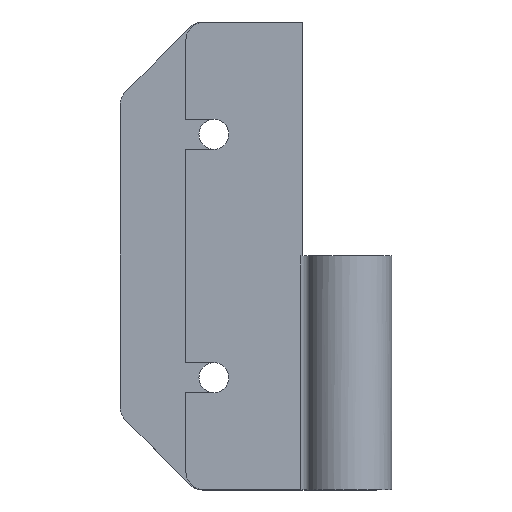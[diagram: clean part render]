
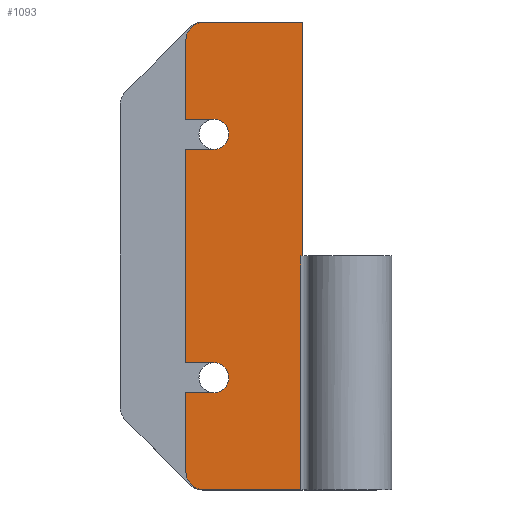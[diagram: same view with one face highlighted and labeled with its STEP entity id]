
A CAD part, top view. The second image highlights one B-rep face of the part: STEP entity #1093.
In plain terms, the highlighted planar face has unit normal (0, 0, 1).
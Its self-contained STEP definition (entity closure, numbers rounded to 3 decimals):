
#15 = CARTESIAN_POINT ( 'NONE',  ( 0., 43., 20.6 ) ) ;
#23 = CARTESIAN_POINT ( 'NONE',  ( -3., 15.4, 20.6 ) ) ;
#31 = DIRECTION ( 'NONE',  ( 1., 0., 0. ) ) ;
#50 = AXIS2_PLACEMENT_3D ( 'NONE', #81, #940, #213 ) ;
#65 = VECTOR ( 'NONE', #1392, 1000. ) ;
#72 = EDGE_CURVE ( 'NONE', #1523, #794, #1384, .T. ) ;
#81 = CARTESIAN_POINT ( 'NONE',  ( -1., 7., 20.6 ) ) ;
#88 = AXIS2_PLACEMENT_3D ( 'NONE', #15, #880, #146 ) ;
#95 = DIRECTION ( 'NONE',  ( 0., 1., 0. ) ) ;
#114 = ORIENTED_EDGE ( 'NONE', *, *, #703, .T. ) ;
#117 = EDGE_CURVE ( 'NONE', #1523, #541, #1314, .T. ) ;
#146 = DIRECTION ( 'NONE',  ( 1., 0., 0. ) ) ;
#150 = EDGE_LOOP ( 'NONE', ( #114, #889, #875, #1143, #209, #1293, #1575, #1590, #403, #1338, #1228, #183, #480, #1085, #276, #1525, #856, #502 ) ) ;
#160 = CARTESIAN_POINT ( 'NONE',  ( 10., 5., 20.6 ) ) ;
#168 = DIRECTION ( 'NONE',  ( 0., 0., -1. ) ) ;
#171 = CARTESIAN_POINT ( 'NONE',  ( 0., 15.4, 20.6 ) ) ;
#179 = LINE ( 'NONE', #1086, #1154 ) ;
#183 = ORIENTED_EDGE ( 'NONE', *, *, #367, .T. ) ;
#201 = VECTOR ( 'NONE', #1156, 1000. ) ;
#209 = ORIENTED_EDGE ( 'NONE', *, *, #977, .T. ) ;
#213 = DIRECTION ( 'NONE',  ( -1., 0., 0. ) ) ;
#222 = CARTESIAN_POINT ( 'NONE',  ( 1.6, 43., 20.6 ) ) ;
#239 = CARTESIAN_POINT ( 'NONE',  ( 0., 41.4, 20.6 ) ) ;
#244 = EDGE_CURVE ( 'NONE', #929, #1451, #1483, .T. ) ;
#262 = CARTESIAN_POINT ( 'NONE',  ( -3., 15.4, 20.6 ) ) ;
#267 = VERTEX_POINT ( 'NONE', #1247 ) ;
#276 = ORIENTED_EDGE ( 'NONE', *, *, #957, .T. ) ;
#285 = VERTEX_POINT ( 'NONE', #630 ) ;
#289 = CARTESIAN_POINT ( 'NONE',  ( 0., 44.6, 20.6 ) ) ;
#303 = CARTESIAN_POINT ( 'NONE',  ( -1., 5., 20.6 ) ) ;
#305 = DIRECTION ( 'NONE',  ( 1., 0., 0. ) ) ;
#310 = LINE ( 'NONE', #171, #1000 ) ;
#317 = VERTEX_POINT ( 'NONE', #509 ) ;
#321 = CARTESIAN_POINT ( 'NONE',  ( -1., 55., 20.6 ) ) ;
#342 = AXIS2_PLACEMENT_3D ( 'NONE', #356, #1223, #471 ) ;
#345 = EDGE_CURVE ( 'NONE', #794, #373, #671, .T. ) ;
#354 = DIRECTION ( 'NONE',  ( 0., 0., -1. ) ) ;
#356 = CARTESIAN_POINT ( 'NONE',  ( -1., 53., 20.6 ) ) ;
#359 = DIRECTION ( 'NONE',  ( 0., -1., 0. ) ) ;
#367 = EDGE_CURVE ( 'NONE', #317, #929, #310, .T. ) ;
#371 = VERTEX_POINT ( 'NONE', #902 ) ;
#373 = VERTEX_POINT ( 'NONE', #289 ) ;
#380 = LINE ( 'NONE', #1351, #669 ) ;
#403 = ORIENTED_EDGE ( 'NONE', *, *, #1010, .T. ) ;
#414 = CARTESIAN_POINT ( 'NONE',  ( -10., 30., 20.6 ) ) ;
#418 = VECTOR ( 'NONE', #359, 1000. ) ;
#437 = DIRECTION ( 'NONE',  ( 0., -1., 0. ) ) ;
#448 = EDGE_CURVE ( 'NONE', #371, #1371, #887, .T. ) ;
#471 = DIRECTION ( 'NONE',  ( -1., 0., 0. ) ) ;
#480 = ORIENTED_EDGE ( 'NONE', *, *, #244, .T. ) ;
#502 = ORIENTED_EDGE ( 'NONE', *, *, #615, .T. ) ;
#509 = CARTESIAN_POINT ( 'NONE',  ( 0., 15.4, 20.6 ) ) ;
#517 = DIRECTION ( 'NONE',  ( 1., 0., 0. ) ) ;
#541 = VERTEX_POINT ( 'NONE', #321 ) ;
#549 = CARTESIAN_POINT ( 'NONE',  ( -3., 53., 20.6 ) ) ;
#552 = CIRCLE ( 'NONE', #88, 1.6 ) ;
#560 = EDGE_CURVE ( 'NONE', #1371, #1434, #733, .T. ) ;
#570 = AXIS2_PLACEMENT_3D ( 'NONE', #901, #168, #1014 ) ;
#572 = VECTOR ( 'NONE', #95, 1000. ) ;
#605 = AXIS2_PLACEMENT_3D ( 'NONE', #1090, #354, #1219 ) ;
#608 = CARTESIAN_POINT ( 'NONE',  ( -3., 44.6, 20.6 ) ) ;
#615 = EDGE_CURVE ( 'NONE', #371, #285, #943, .T. ) ;
#630 = CARTESIAN_POINT ( 'NONE',  ( 9.5, 55., 20.6 ) ) ;
#635 = CARTESIAN_POINT ( 'NONE',  ( 0., 17., 20.6 ) ) ;
#650 = VECTOR ( 'NONE', #437, 1000. ) ;
#669 = VECTOR ( 'NONE', #1476, 1000. ) ;
#671 = LINE ( 'NONE', #1382, #1290 ) ;
#703 = EDGE_CURVE ( 'NONE', #285, #541, #179, .T. ) ;
#708 = CARTESIAN_POINT ( 'NONE',  ( -3., 18.6, 20.6 ) ) ;
#710 = EDGE_CURVE ( 'NONE', #927, #317, #1445, .T. ) ;
#715 = AXIS2_PLACEMENT_3D ( 'NONE', #635, #888, #1263 ) ;
#716 = CARTESIAN_POINT ( 'NONE',  ( -3., 55., 20.6 ) ) ;
#721 = VERTEX_POINT ( 'NONE', #239 ) ;
#728 = CARTESIAN_POINT ( 'NONE',  ( 9.302, 30., 20.6 ) ) ;
#733 = LINE ( 'NONE', #811, #650 ) ;
#736 = VECTOR ( 'NONE', #1581, 1000. ) ;
#744 = EDGE_CURVE ( 'NONE', #267, #1416, #1481, .T. ) ;
#785 = EDGE_CURVE ( 'NONE', #721, #267, #380, .T. ) ;
#792 = PLANE ( 'NONE',  #1242 ) ;
#794 = VERTEX_POINT ( 'NONE', #608 ) ;
#811 = CARTESIAN_POINT ( 'NONE',  ( 9.302, 0., 20.6 ) ) ;
#853 = EDGE_CURVE ( 'NONE', #1248, #721, #552, .T. ) ;
#856 = ORIENTED_EDGE ( 'NONE', *, *, #448, .F. ) ;
#875 = ORIENTED_EDGE ( 'NONE', *, *, #72, .T. ) ;
#880 = DIRECTION ( 'NONE',  ( 0., 0., -1. ) ) ;
#887 = LINE ( 'NONE', #414, #201 ) ;
#888 = DIRECTION ( 'NONE',  ( 0., 0., -1. ) ) ;
#889 = ORIENTED_EDGE ( 'NONE', *, *, #117, .F. ) ;
#892 = VERTEX_POINT ( 'NONE', #1490 ) ;
#901 = CARTESIAN_POINT ( 'NONE',  ( 0., 43., 20.6 ) ) ;
#902 = CARTESIAN_POINT ( 'NONE',  ( 9.5, 30., 20.6 ) ) ;
#919 = CARTESIAN_POINT ( 'NONE',  ( -10., 0., 20.6 ) ) ;
#927 = VERTEX_POINT ( 'NONE', #1378 ) ;
#929 = VERTEX_POINT ( 'NONE', #23 ) ;
#940 = DIRECTION ( 'NONE',  ( 0., 0., -1. ) ) ;
#943 = LINE ( 'NONE', #1324, #572 ) ;
#957 = EDGE_CURVE ( 'NONE', #1084, #1434, #1215, .T. ) ;
#977 = EDGE_CURVE ( 'NONE', #373, #1248, #1144, .T. ) ;
#994 = DIRECTION ( 'NONE',  ( 0., -1., 0. ) ) ;
#1000 = VECTOR ( 'NONE', #1017, 1000. ) ;
#1010 = EDGE_CURVE ( 'NONE', #1416, #892, #1207, .T. ) ;
#1014 = DIRECTION ( 'NONE',  ( 1., 0., 0. ) ) ;
#1017 = DIRECTION ( 'NONE',  ( -1., 0., 0. ) ) ;
#1037 = DIRECTION ( 'NONE',  ( 0., 0., -1. ) ) ;
#1084 = VERTEX_POINT ( 'NONE', #303 ) ;
#1085 = ORIENTED_EDGE ( 'NONE', *, *, #1185, .F. ) ;
#1086 = CARTESIAN_POINT ( 'NONE',  ( 10., 55., 20.6 ) ) ;
#1090 = CARTESIAN_POINT ( 'NONE',  ( 0., 17., 20.6 ) ) ;
#1093 = ADVANCED_FACE ( 'NONE', ( #1492 ), #792, .F. ) ;
#1104 = CIRCLE ( 'NONE', #50, 2. ) ;
#1143 = ORIENTED_EDGE ( 'NONE', *, *, #345, .T. ) ;
#1144 = CIRCLE ( 'NONE', #570, 1.6 ) ;
#1154 = VECTOR ( 'NONE', #1455, 1000. ) ;
#1155 = VECTOR ( 'NONE', #994, 1000. ) ;
#1156 = DIRECTION ( 'NONE',  ( -1., 0., 0. ) ) ;
#1185 = EDGE_CURVE ( 'NONE', #1084, #1451, #1104, .T. ) ;
#1207 = LINE ( 'NONE', #1268, #65 ) ;
#1215 = LINE ( 'NONE', #160, #1576 ) ;
#1219 = DIRECTION ( 'NONE',  ( -1., 0., 0. ) ) ;
#1223 = DIRECTION ( 'NONE',  ( 0., 0., -1. ) ) ;
#1227 = CARTESIAN_POINT ( 'NONE',  ( -3., 41.4, 20.6 ) ) ;
#1228 = ORIENTED_EDGE ( 'NONE', *, *, #710, .T. ) ;
#1242 = AXIS2_PLACEMENT_3D ( 'NONE', #919, #1037, #305 ) ;
#1247 = CARTESIAN_POINT ( 'NONE',  ( -3., 41.4, 20.6 ) ) ;
#1248 = VERTEX_POINT ( 'NONE', #222 ) ;
#1263 = DIRECTION ( 'NONE',  ( -1., 0., 0. ) ) ;
#1265 = EDGE_CURVE ( 'NONE', #892, #927, #1353, .T. ) ;
#1268 = CARTESIAN_POINT ( 'NONE',  ( 0., 18.6, 20.6 ) ) ;
#1290 = VECTOR ( 'NONE', #31, 1000. ) ;
#1293 = ORIENTED_EDGE ( 'NONE', *, *, #853, .T. ) ;
#1314 = CIRCLE ( 'NONE', #342, 2. ) ;
#1324 = CARTESIAN_POINT ( 'NONE',  ( 9.5, 24.676, 20.6 ) ) ;
#1338 = ORIENTED_EDGE ( 'NONE', *, *, #1265, .T. ) ;
#1351 = CARTESIAN_POINT ( 'NONE',  ( 0., 41.4, 20.6 ) ) ;
#1353 = CIRCLE ( 'NONE', #715, 1.6 ) ;
#1371 = VERTEX_POINT ( 'NONE', #728 ) ;
#1378 = CARTESIAN_POINT ( 'NONE',  ( 1.6, 17., 20.6 ) ) ;
#1382 = CARTESIAN_POINT ( 'NONE',  ( 0., 44.6, 20.6 ) ) ;
#1384 = LINE ( 'NONE', #716, #736 ) ;
#1392 = DIRECTION ( 'NONE',  ( 1., 0., 0. ) ) ;
#1416 = VERTEX_POINT ( 'NONE', #708 ) ;
#1434 = VERTEX_POINT ( 'NONE', #1438 ) ;
#1438 = CARTESIAN_POINT ( 'NONE',  ( 9.302, 5., 20.6 ) ) ;
#1445 = CIRCLE ( 'NONE', #605, 1.6 ) ;
#1451 = VERTEX_POINT ( 'NONE', #1562 ) ;
#1455 = DIRECTION ( 'NONE',  ( -1., 0., 0. ) ) ;
#1476 = DIRECTION ( 'NONE',  ( -1., 0., 0. ) ) ;
#1481 = LINE ( 'NONE', #1227, #418 ) ;
#1483 = LINE ( 'NONE', #262, #1155 ) ;
#1490 = CARTESIAN_POINT ( 'NONE',  ( 0., 18.6, 20.6 ) ) ;
#1492 = FACE_OUTER_BOUND ( 'NONE', #150, .T. ) ;
#1523 = VERTEX_POINT ( 'NONE', #549 ) ;
#1525 = ORIENTED_EDGE ( 'NONE', *, *, #560, .F. ) ;
#1562 = CARTESIAN_POINT ( 'NONE',  ( -3., 7., 20.6 ) ) ;
#1575 = ORIENTED_EDGE ( 'NONE', *, *, #785, .T. ) ;
#1576 = VECTOR ( 'NONE', #517, 1000. ) ;
#1581 = DIRECTION ( 'NONE',  ( 0., -1., 0. ) ) ;
#1590 = ORIENTED_EDGE ( 'NONE', *, *, #744, .T. ) ;
